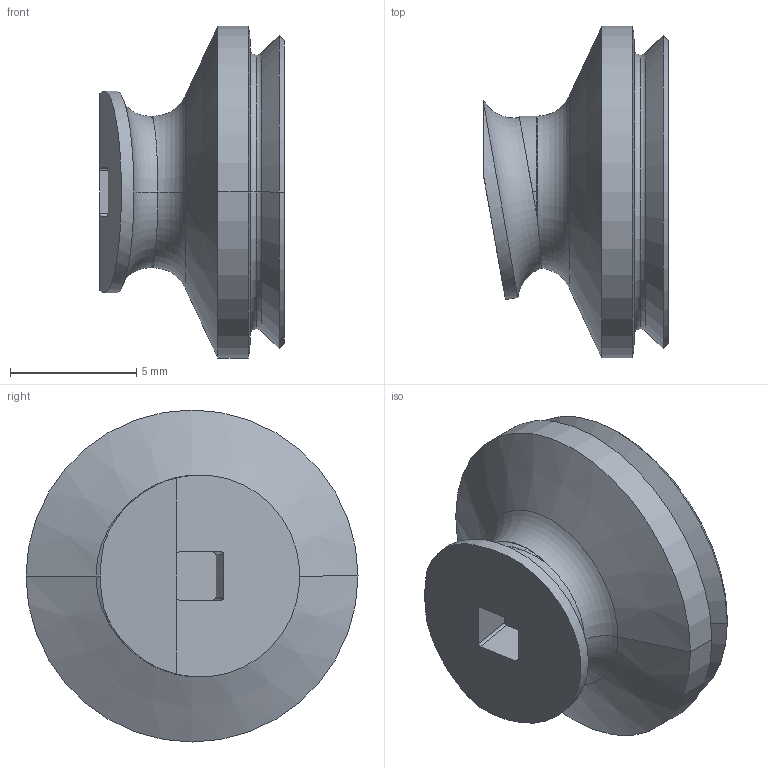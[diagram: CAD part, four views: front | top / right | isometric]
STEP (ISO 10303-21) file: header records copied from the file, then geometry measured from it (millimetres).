
FILE_DESCRIPTION (( 'STEP AP214' ), '1' );
FILE_NAME ('cc2Paddle.STEP', '2024-12-03T19:49:07', ( '' ), ( '' ), 'SwSTEP 2.0', 'SolidWorks 2023', '' );
FILE_SCHEMA (( 'AUTOMOTIVE_DESIGN' ));
Length unit declared in the file: millimetre
Products named in the file (1): cc2Paddle
Bounding box: 7.3 x 13.13 x 13.13 mm (x, y, z)
Volume: 491.5 mm3; surface area: 527.5 mm2
Topology: 1 solids, 1 shells, 55 faces, 133 edges, 82 vertices
Faces by surface type: plane 19, torus 14, cone 12, cylinder 10
Entity records: 1680 total; most frequent: CARTESIAN_POINT 382, DIRECTION 278, ORIENTED_EDGE 266, EDGE_CURVE 133, AXIS2_PLACEMENT_3D 118, VERTEX_POINT 82, CIRCLE 62, EDGE_LOOP 57
